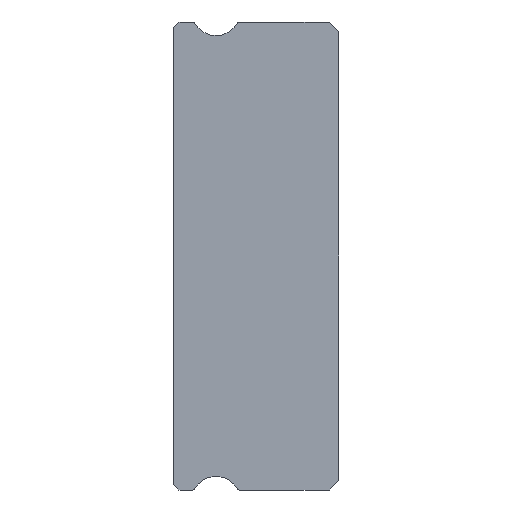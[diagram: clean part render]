
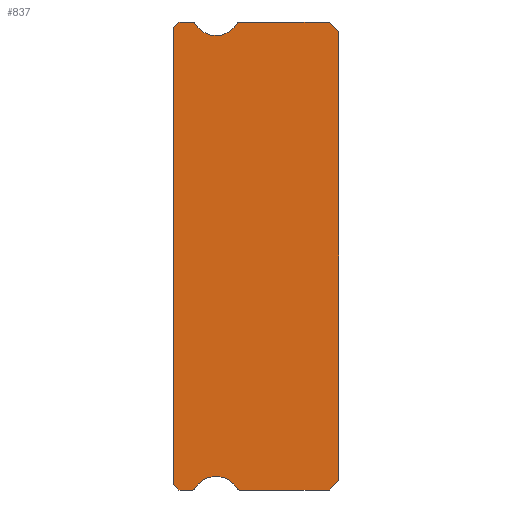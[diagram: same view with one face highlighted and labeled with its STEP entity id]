
A CAD part, left-side view. The second image highlights one B-rep face of the part: STEP entity #837.
In plain terms, the highlighted planar face has unit normal (-1, 0, 0).
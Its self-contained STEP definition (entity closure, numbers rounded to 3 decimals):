
#22 = CARTESIAN_POINT ( 'NONE',  ( -15., 0., -11.5 ) ) ;
#62 = FACE_OUTER_BOUND ( 'NONE', #1751, .T. ) ;
#74 = EDGE_CURVE ( 'NONE', #1094, #2070, #2408, .T. ) ;
#97 = ORIENTED_EDGE ( 'NONE', *, *, #3368, .F. ) ;
#139 = VERTEX_POINT ( 'NONE', #3185 ) ;
#156 = ORIENTED_EDGE ( 'NONE', *, *, #2208, .F. ) ;
#157 = LINE ( 'NONE', #3638, #1993 ) ;
#170 = DIRECTION ( 'NONE',  ( -1., 0., 0. ) ) ;
#241 = CARTESIAN_POINT ( 'NONE',  ( -15., 0.5, -12. ) ) ;
#242 = VERTEX_POINT ( 'NONE', #2639 ) ;
#259 = DIRECTION ( 'NONE',  ( 0., 0., -1. ) ) ;
#275 = CARTESIAN_POINT ( 'NONE',  ( -15., 7.512, 12. ) ) ;
#286 = VECTOR ( 'NONE', #1625, 1000. ) ;
#318 = EDGE_CURVE ( 'NONE', #3697, #1703, #3325, .T. ) ;
#359 = ORIENTED_EDGE ( 'NONE', *, *, #364, .F. ) ;
#364 = EDGE_CURVE ( 'NONE', #2528, #242, #1795, .T. ) ;
#371 = VERTEX_POINT ( 'NONE', #1564 ) ;
#384 = EDGE_CURVE ( 'NONE', #242, #3545, #1990, .T. ) ;
#437 = DIRECTION ( 'NONE',  ( 0., -0.707, -0.707 ) ) ;
#488 = LINE ( 'NONE', #3659, #820 ) ;
#496 = DIRECTION ( 'NONE',  ( 1., 0., 0. ) ) ;
#507 = VERTEX_POINT ( 'NONE', #2036 ) ;
#532 = CARTESIAN_POINT ( 'NONE',  ( -15., 7.512, -12. ) ) ;
#546 = DIRECTION ( 'NONE',  ( 0., -0.707, -0.707 ) ) ;
#558 = DIRECTION ( 'NONE',  ( 1., 0., 0. ) ) ;
#583 = VECTOR ( 'NONE', #2921, 1000. ) ;
#624 = VECTOR ( 'NONE', #1481, 1000. ) ;
#726 = DIRECTION ( 'NONE',  ( 0., 0., -1. ) ) ;
#734 = EDGE_CURVE ( 'NONE', #3697, #139, #157, .T. ) ;
#769 = DIRECTION ( 'NONE',  ( 0., 0., -1. ) ) ;
#820 = VECTOR ( 'NONE', #3679, 1000. ) ;
#825 = AXIS2_PLACEMENT_3D ( 'NONE', #2274, #2002, #3171 ) ;
#837 = ADVANCED_FACE ( 'NONE', ( #62 ), #1732, .F. ) ;
#899 = DIRECTION ( 'NONE',  ( 0., 0., -1. ) ) ;
#934 = VECTOR ( 'NONE', #3056, 1000. ) ;
#937 = VECTOR ( 'NONE', #437, 1000. ) ;
#944 = AXIS2_PLACEMENT_3D ( 'NONE', #1318, #170, #726 ) ;
#994 = CIRCLE ( 'NONE', #825, 1.25 ) ;
#1054 = CIRCLE ( 'NONE', #2027, 1.25 ) ;
#1057 = VERTEX_POINT ( 'NONE', #532 ) ;
#1094 = VERTEX_POINT ( 'NONE', #1666 ) ;
#1103 = CARTESIAN_POINT ( 'NONE',  ( -15., 8.5, -11.7 ) ) ;
#1107 = EDGE_CURVE ( 'NONE', #1703, #1763, #1054, .T. ) ;
#1133 = AXIS2_PLACEMENT_3D ( 'NONE', #2849, #558, #2868 ) ;
#1151 = CARTESIAN_POINT ( 'NONE',  ( -15., 0., 11.5 ) ) ;
#1160 = VERTEX_POINT ( 'NONE', #22 ) ;
#1176 = ORIENTED_EDGE ( 'NONE', *, *, #3211, .F. ) ;
#1227 = LINE ( 'NONE', #1579, #934 ) ;
#1254 = ORIENTED_EDGE ( 'NONE', *, *, #2739, .F. ) ;
#1258 = ORIENTED_EDGE ( 'NONE', *, *, #2957, .F. ) ;
#1318 = CARTESIAN_POINT ( 'NONE',  ( -15., 6.3, -12.55 ) ) ;
#1374 = CARTESIAN_POINT ( 'NONE',  ( -15., 6.3, 12.55 ) ) ;
#1379 = ORIENTED_EDGE ( 'NONE', *, *, #384, .F. ) ;
#1405 = EDGE_CURVE ( 'NONE', #2845, #3215, #1864, .T. ) ;
#1419 = DIRECTION ( 'NONE',  ( 0., -1., 0. ) ) ;
#1464 = CARTESIAN_POINT ( 'NONE',  ( -15., 7.512, 12. ) ) ;
#1481 = DIRECTION ( 'NONE',  ( 0., 0.707, -0.707 ) ) ;
#1526 = LINE ( 'NONE', #1591, #1838 ) ;
#1553 = AXIS2_PLACEMENT_3D ( 'NONE', #1940, #496, #3346 ) ;
#1564 = CARTESIAN_POINT ( 'NONE',  ( -15., 8.5, 11.7 ) ) ;
#1579 = CARTESIAN_POINT ( 'NONE',  ( -15., 0., 11.5 ) ) ;
#1584 = DIRECTION ( 'NONE',  ( 1., 0., 0. ) ) ;
#1591 = CARTESIAN_POINT ( 'NONE',  ( -15., 8.5, 11.85 ) ) ;
#1600 = CARTESIAN_POINT ( 'NONE',  ( -15., 6.3, 11.3 ) ) ;
#1625 = DIRECTION ( 'NONE',  ( 0., 0.707, -0.707 ) ) ;
#1650 = EDGE_CURVE ( 'NONE', #1160, #3215, #1227, .T. ) ;
#1663 = EDGE_CURVE ( 'NONE', #139, #371, #3078, .T. ) ;
#1666 = CARTESIAN_POINT ( 'NONE',  ( -15., 5.217, 11.925 ) ) ;
#1681 = LINE ( 'NONE', #3414, #937 ) ;
#1691 = AXIS2_PLACEMENT_3D ( 'NONE', #3649, #1584, #3581 ) ;
#1695 = VERTEX_POINT ( 'NONE', #1103 ) ;
#1703 = VERTEX_POINT ( 'NONE', #3360 ) ;
#1719 = LINE ( 'NONE', #1984, #583 ) ;
#1732 = PLANE ( 'NONE',  #1133 ) ;
#1751 = EDGE_LOOP ( 'NONE', ( #3163, #2807, #3243, #1254, #1379, #359, #1258, #97, #3133, #2309, #1176, #3147, #156, #2179, #3071, #3432, #2046 ) ) ;
#1763 = VERTEX_POINT ( 'NONE', #1600 ) ;
#1791 = LINE ( 'NONE', #2668, #624 ) ;
#1795 = CIRCLE ( 'NONE', #1553, 0.15 ) ;
#1838 = VECTOR ( 'NONE', #1859, 1000. ) ;
#1859 = DIRECTION ( 'NONE',  ( 0., 0., 1. ) ) ;
#1864 = LINE ( 'NONE', #3699, #2524 ) ;
#1919 = AXIS2_PLACEMENT_3D ( 'NONE', #1983, #2574, #259 ) ;
#1940 = CARTESIAN_POINT ( 'NONE',  ( -15., 5.088, -11.85 ) ) ;
#1983 = CARTESIAN_POINT ( 'NONE',  ( -15., 5.088, 11.85 ) ) ;
#1984 = CARTESIAN_POINT ( 'NONE',  ( -15., 7.512, -12. ) ) ;
#1990 = CIRCLE ( 'NONE', #944, 1.25 ) ;
#1993 = VECTOR ( 'NONE', #3373, 1000. ) ;
#2002 = DIRECTION ( 'NONE',  ( -1., 0., 0. ) ) ;
#2022 = VERTEX_POINT ( 'NONE', #241 ) ;
#2027 = AXIS2_PLACEMENT_3D ( 'NONE', #1374, #2859, #769 ) ;
#2036 = CARTESIAN_POINT ( 'NONE',  ( -15., 8.2, -12. ) ) ;
#2046 = ORIENTED_EDGE ( 'NONE', *, *, #1663, .T. ) ;
#2048 = EDGE_CURVE ( 'NONE', #1695, #507, #1681, .T. ) ;
#2058 = DIRECTION ( 'NONE',  ( 1., 0., 0. ) ) ;
#2070 = VERTEX_POINT ( 'NONE', #2853 ) ;
#2127 = CARTESIAN_POINT ( 'NONE',  ( -15., 7.383, -11.925 ) ) ;
#2179 = ORIENTED_EDGE ( 'NONE', *, *, #1107, .F. ) ;
#2208 = EDGE_CURVE ( 'NONE', #1763, #1094, #994, .T. ) ;
#2238 = EDGE_CURVE ( 'NONE', #507, #1057, #1719, .T. ) ;
#2274 = CARTESIAN_POINT ( 'NONE',  ( -15., 6.3, 12.55 ) ) ;
#2309 = ORIENTED_EDGE ( 'NONE', *, *, #1405, .F. ) ;
#2356 = CARTESIAN_POINT ( 'NONE',  ( -15., 7.512, -11.85 ) ) ;
#2408 = CIRCLE ( 'NONE', #1919, 0.15 ) ;
#2410 = AXIS2_PLACEMENT_3D ( 'NONE', #2356, #2058, #899 ) ;
#2524 = VECTOR ( 'NONE', #546, 1000. ) ;
#2528 = VERTEX_POINT ( 'NONE', #2790 ) ;
#2574 = DIRECTION ( 'NONE',  ( 1., 0., 0. ) ) ;
#2639 = CARTESIAN_POINT ( 'NONE',  ( -15., 5.217, -11.925 ) ) ;
#2668 = CARTESIAN_POINT ( 'NONE',  ( -15., 0., -11.5 ) ) ;
#2739 = EDGE_CURVE ( 'NONE', #3545, #1057, #3615, .T. ) ;
#2790 = CARTESIAN_POINT ( 'NONE',  ( -15., 5.088, -12. ) ) ;
#2807 = ORIENTED_EDGE ( 'NONE', *, *, #2048, .T. ) ;
#2834 = VECTOR ( 'NONE', #1419, 1000. ) ;
#2845 = VERTEX_POINT ( 'NONE', #3224 ) ;
#2849 = CARTESIAN_POINT ( 'NONE',  ( -15., 7.512, 11.85 ) ) ;
#2853 = CARTESIAN_POINT ( 'NONE',  ( -15., 5.088, 12. ) ) ;
#2859 = DIRECTION ( 'NONE',  ( -1., 0., 0. ) ) ;
#2868 = DIRECTION ( 'NONE',  ( 0., 0., -1. ) ) ;
#2881 = LINE ( 'NONE', #275, #2834 ) ;
#2921 = DIRECTION ( 'NONE',  ( 0., -1., 0. ) ) ;
#2957 = EDGE_CURVE ( 'NONE', #2022, #2528, #488, .T. ) ;
#3056 = DIRECTION ( 'NONE',  ( 0., 0., 1. ) ) ;
#3071 = ORIENTED_EDGE ( 'NONE', *, *, #318, .F. ) ;
#3078 = LINE ( 'NONE', #3122, #286 ) ;
#3122 = CARTESIAN_POINT ( 'NONE',  ( -15., 8.5, 11.7 ) ) ;
#3133 = ORIENTED_EDGE ( 'NONE', *, *, #1650, .T. ) ;
#3147 = ORIENTED_EDGE ( 'NONE', *, *, #74, .F. ) ;
#3163 = ORIENTED_EDGE ( 'NONE', *, *, #3598, .F. ) ;
#3171 = DIRECTION ( 'NONE',  ( 0., 0., -1. ) ) ;
#3185 = CARTESIAN_POINT ( 'NONE',  ( -15., 8.2, 12. ) ) ;
#3211 = EDGE_CURVE ( 'NONE', #2070, #2845, #2881, .T. ) ;
#3215 = VERTEX_POINT ( 'NONE', #1151 ) ;
#3224 = CARTESIAN_POINT ( 'NONE',  ( -15., 0.5, 12. ) ) ;
#3243 = ORIENTED_EDGE ( 'NONE', *, *, #2238, .T. ) ;
#3325 = CIRCLE ( 'NONE', #1691, 0.15 ) ;
#3346 = DIRECTION ( 'NONE',  ( 0., 0., -1. ) ) ;
#3360 = CARTESIAN_POINT ( 'NONE',  ( -15., 7.383, 11.925 ) ) ;
#3368 = EDGE_CURVE ( 'NONE', #1160, #2022, #1791, .T. ) ;
#3373 = DIRECTION ( 'NONE',  ( 0., 1., 0. ) ) ;
#3414 = CARTESIAN_POINT ( 'NONE',  ( -15., 8.2, -12. ) ) ;
#3432 = ORIENTED_EDGE ( 'NONE', *, *, #734, .T. ) ;
#3545 = VERTEX_POINT ( 'NONE', #2127 ) ;
#3581 = DIRECTION ( 'NONE',  ( 0., 0., -1. ) ) ;
#3598 = EDGE_CURVE ( 'NONE', #1695, #371, #1526, .T. ) ;
#3615 = CIRCLE ( 'NONE', #2410, 0.15 ) ;
#3638 = CARTESIAN_POINT ( 'NONE',  ( -15., 8.2, 12. ) ) ;
#3649 = CARTESIAN_POINT ( 'NONE',  ( -15., 7.512, 11.85 ) ) ;
#3659 = CARTESIAN_POINT ( 'NONE',  ( -15., 7.512, -12. ) ) ;
#3679 = DIRECTION ( 'NONE',  ( 0., 1., 0. ) ) ;
#3697 = VERTEX_POINT ( 'NONE', #1464 ) ;
#3699 = CARTESIAN_POINT ( 'NONE',  ( -15., 0.5, 12. ) ) ;
